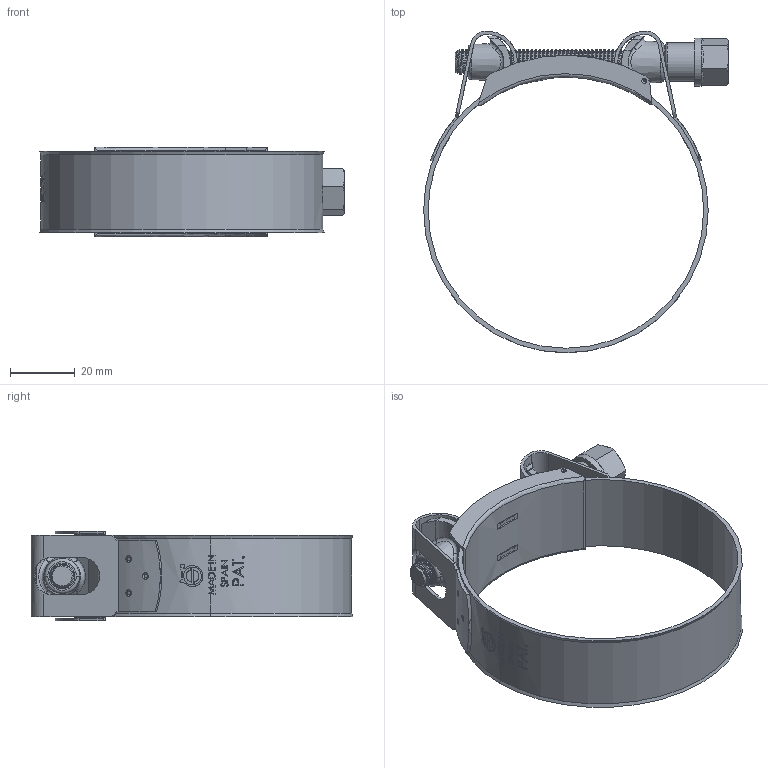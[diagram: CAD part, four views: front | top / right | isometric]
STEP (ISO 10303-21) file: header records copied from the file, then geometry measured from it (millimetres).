
FILE_DESCRIPTION (( 'STEP AP214' ), '1' );
FILE_NAME ('MK-03019207.STEP', '2018-09-10T12:00:21', ( '' ), ( '' ), 'SwSTEP 2.0', 'SolidWorks 2018', '' );
FILE_SCHEMA (( 'AUTOMOTIVE_DESIGN' ));
Length unit declared in the file: millimetre
Products named in the file (1): MK-03019207
Bounding box: 94.01 x 99.27 x 27.6 mm (x, y, z)
Volume: 18245.2 mm3; surface area: 28955.4 mm2
Topology: 5 solids, 5 shells, 827 faces, 2235 edges, 1469 vertices
Faces by surface type: plane 264, bspline 262, cylinder 235, cone 27, torus 27, sphere 12
Entity records: 73527 total; most frequent: CARTESIAN_POINT 46491, ORIENTED_EDGE 4458, DIRECTION 2595, EDGE_CURVE 2229, VERTEX_POINT 1467, B_SPLINE_CURVE_WITH_KNOTS 947, AXIS2_PLACEMENT_3D 941, EDGE_LOOP 894
